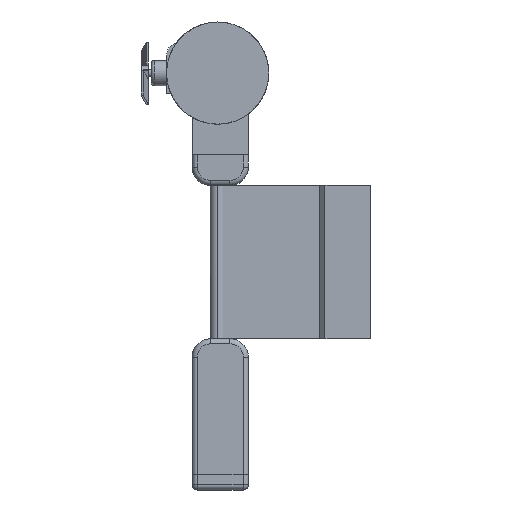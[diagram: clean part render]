
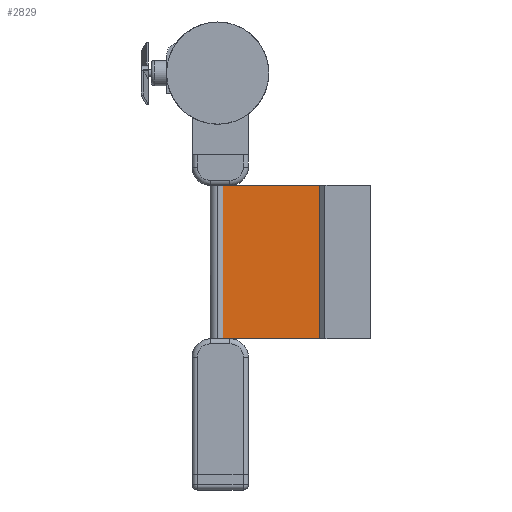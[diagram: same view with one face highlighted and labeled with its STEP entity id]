
A CAD part, front view. The second image highlights one B-rep face of the part: STEP entity #2829.
In plain terms, the highlighted planar face has unit normal (0, -1, 0).
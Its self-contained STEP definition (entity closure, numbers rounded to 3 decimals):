
#206=PLANE('',#3230);
#375=FACE_OUTER_BOUND('',#560,.T.);
#560=EDGE_LOOP('',(#2572,#2573,#2574,#2575));
#804=LINE('',#4903,#1062);
#805=LINE('',#4905,#1063);
#806=LINE('',#4907,#1064);
#807=LINE('',#4908,#1065);
#1062=VECTOR('',#4065,10.);
#1063=VECTOR('',#4066,10.);
#1064=VECTOR('',#4067,10.);
#1065=VECTOR('',#4068,10.);
#1444=VERTEX_POINT('',#4901);
#1445=VERTEX_POINT('',#4902);
#1446=VERTEX_POINT('',#4904);
#1447=VERTEX_POINT('',#4906);
#1823=EDGE_CURVE('',#1444,#1445,#804,.T.);
#1824=EDGE_CURVE('',#1444,#1446,#805,.T.);
#1825=EDGE_CURVE('',#1447,#1446,#806,.T.);
#1826=EDGE_CURVE('',#1445,#1447,#807,.T.);
#2572=ORIENTED_EDGE('',*,*,#1823,.F.);
#2573=ORIENTED_EDGE('',*,*,#1824,.T.);
#2574=ORIENTED_EDGE('',*,*,#1825,.F.);
#2575=ORIENTED_EDGE('',*,*,#1826,.F.);
#2829=ADVANCED_FACE('',(#375),#206,.T.);
#3230=AXIS2_PLACEMENT_3D('',#4900,#4063,#4064);
#4063=DIRECTION('center_axis',(0.,-1.,0.));
#4064=DIRECTION('ref_axis',(0.,0.,-1.));
#4065=DIRECTION('',(0.,0.,1.));
#4066=DIRECTION('',(1.,0.,0.));
#4067=DIRECTION('',(0.,0.,-1.));
#4068=DIRECTION('',(1.,0.,0.));
#4900=CARTESIAN_POINT('Origin',(0.,-5.,-110.));
#4901=CARTESIAN_POINT('',(0.,-5.,-260.));
#4902=CARTESIAN_POINT('',(0.,-5.,-110.));
#4903=CARTESIAN_POINT('',(0.,-5.,-260.));
#4904=CARTESIAN_POINT('',(100.,-5.,-260.));
#4905=CARTESIAN_POINT('',(0.,-5.,-260.));
#4906=CARTESIAN_POINT('',(100.,-5.,-110.));
#4907=CARTESIAN_POINT('',(100.,-5.,-260.));
#4908=CARTESIAN_POINT('',(0.,-5.,-110.));
